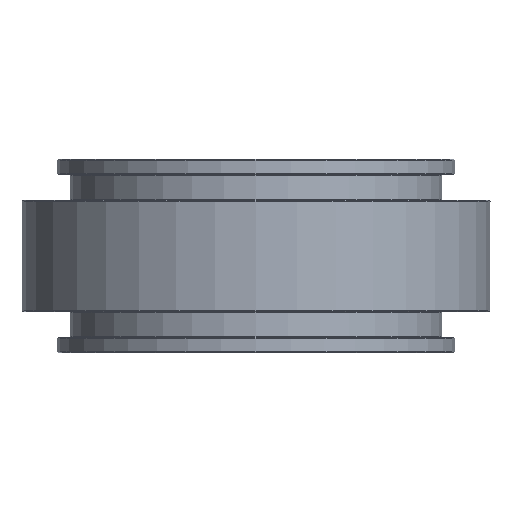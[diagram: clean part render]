
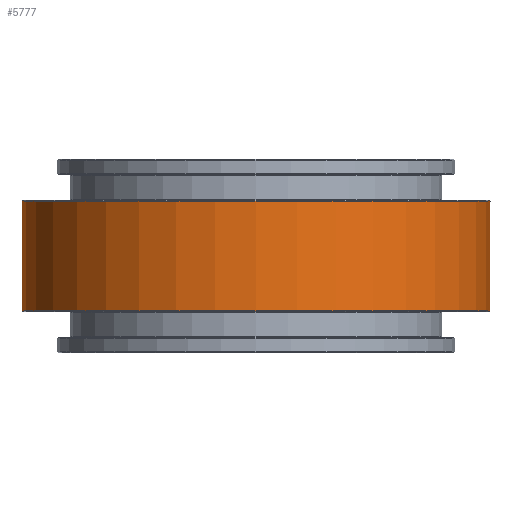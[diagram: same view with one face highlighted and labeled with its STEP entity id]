
A CAD part, front view. The second image highlights one B-rep face of the part: STEP entity #5777.
In plain terms, the highlighted cylindrical face has radius 31.5 mm (diameter 63 mm), a partial arc.
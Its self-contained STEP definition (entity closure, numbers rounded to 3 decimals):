
#265 = LINE ( 'NONE', #1706, #3912 ) ;
#354 = DIRECTION ( 'NONE',  ( 1., 0., 0. ) ) ;
#513 = ORIENTED_EDGE ( 'NONE', *, *, #5354, .F. ) ;
#599 = EDGE_CURVE ( 'NONE', #1036, #2613, #6324, .T. ) ;
#682 = AXIS2_PLACEMENT_3D ( 'NONE', #754, #5929, #6466 ) ;
#715 = EDGE_CURVE ( 'NONE', #4209, #1036, #265, .T. ) ;
#754 = CARTESIAN_POINT ( 'NONE',  ( 0., 0., 5.6 ) ) ;
#825 = ORIENTED_EDGE ( 'NONE', *, *, #5445, .T. ) ;
#860 = AXIS2_PLACEMENT_3D ( 'NONE', #1447, #4200, #6285 ) ;
#1036 = VERTEX_POINT ( 'NONE', #3380 ) ;
#1133 = EDGE_LOOP ( 'NONE', ( #6422, #513, #4315, #2065, #1525, #825 ) ) ;
#1328 = VERTEX_POINT ( 'NONE', #5571 ) ;
#1410 = DIRECTION ( 'NONE',  ( 0., 0., -1. ) ) ;
#1447 = CARTESIAN_POINT ( 'NONE',  ( 0., 0., 20.4 ) ) ;
#1525 = ORIENTED_EDGE ( 'NONE', *, *, #3221, .T. ) ;
#1662 = CARTESIAN_POINT ( 'NONE',  ( 0., -31.5, 20.4 ) ) ;
#1706 = CARTESIAN_POINT ( 'NONE',  ( 31.5, 0., 20.4 ) ) ;
#1750 = AXIS2_PLACEMENT_3D ( 'NONE', #4576, #1410, #3073 ) ;
#1854 = DIRECTION ( 'NONE',  ( 0., 0., -1. ) ) ;
#1959 = DIRECTION ( 'NONE',  ( 1., 0., 0. ) ) ;
#1978 = CIRCLE ( 'NONE', #860, 31.5 ) ;
#2065 = ORIENTED_EDGE ( 'NONE', *, *, #715, .F. ) ;
#2398 = DIRECTION ( 'NONE',  ( 0., 0., -1. ) ) ;
#2584 = CARTESIAN_POINT ( 'NONE',  ( 0., -31.5, 5.6 ) ) ;
#2613 = VERTEX_POINT ( 'NONE', #2584 ) ;
#2924 = CARTESIAN_POINT ( 'NONE',  ( -31.5, 0., 20.4 ) ) ;
#3073 = DIRECTION ( 'NONE',  ( 1., 0., 0. ) ) ;
#3221 = EDGE_CURVE ( 'NONE', #4209, #4779, #4217, .T. ) ;
#3380 = CARTESIAN_POINT ( 'NONE',  ( 31.5, 0., 5.6 ) ) ;
#3518 = DIRECTION ( 'NONE',  ( 0., 0., -1. ) ) ;
#3538 = AXIS2_PLACEMENT_3D ( 'NONE', #6201, #3518, #1959 ) ;
#3893 = VECTOR ( 'NONE', #1854, 1000. ) ;
#3912 = VECTOR ( 'NONE', #2398, 1000. ) ;
#4083 = CYLINDRICAL_SURFACE ( 'NONE', #4757, 31.5 ) ;
#4152 = FACE_OUTER_BOUND ( 'NONE', #1133, .T. ) ;
#4192 = DIRECTION ( 'NONE',  ( 0., 0., -1. ) ) ;
#4200 = DIRECTION ( 'NONE',  ( 0., 0., -1. ) ) ;
#4209 = VERTEX_POINT ( 'NONE', #5037 ) ;
#4217 = CIRCLE ( 'NONE', #3538, 31.5 ) ;
#4315 = ORIENTED_EDGE ( 'NONE', *, *, #599, .F. ) ;
#4533 = CARTESIAN_POINT ( 'NONE',  ( -31.5, 0., 5.6 ) ) ;
#4576 = CARTESIAN_POINT ( 'NONE',  ( 0., 0., 5.6 ) ) ;
#4757 = AXIS2_PLACEMENT_3D ( 'NONE', #6796, #4192, #354 ) ;
#4779 = VERTEX_POINT ( 'NONE', #1662 ) ;
#5037 = CARTESIAN_POINT ( 'NONE',  ( 31.5, 0., 20.4 ) ) ;
#5306 = CIRCLE ( 'NONE', #1750, 31.5 ) ;
#5354 = EDGE_CURVE ( 'NONE', #2613, #6623, #5306, .T. ) ;
#5445 = EDGE_CURVE ( 'NONE', #4779, #1328, #1978, .T. ) ;
#5571 = CARTESIAN_POINT ( 'NONE',  ( -31.5, 0., 20.4 ) ) ;
#5777 = ADVANCED_FACE ( 'NONE', ( #4152 ), #4083, .T. ) ;
#5929 = DIRECTION ( 'NONE',  ( 0., 0., -1. ) ) ;
#6201 = CARTESIAN_POINT ( 'NONE',  ( 0., 0., 20.4 ) ) ;
#6285 = DIRECTION ( 'NONE',  ( 1., 0., 0. ) ) ;
#6292 = LINE ( 'NONE', #2924, #3893 ) ;
#6324 = CIRCLE ( 'NONE', #682, 31.5 ) ;
#6422 = ORIENTED_EDGE ( 'NONE', *, *, #6594, .T. ) ;
#6466 = DIRECTION ( 'NONE',  ( 1., 0., 0. ) ) ;
#6594 = EDGE_CURVE ( 'NONE', #1328, #6623, #6292, .T. ) ;
#6623 = VERTEX_POINT ( 'NONE', #4533 ) ;
#6796 = CARTESIAN_POINT ( 'NONE',  ( 0., 0., 27.3 ) ) ;
